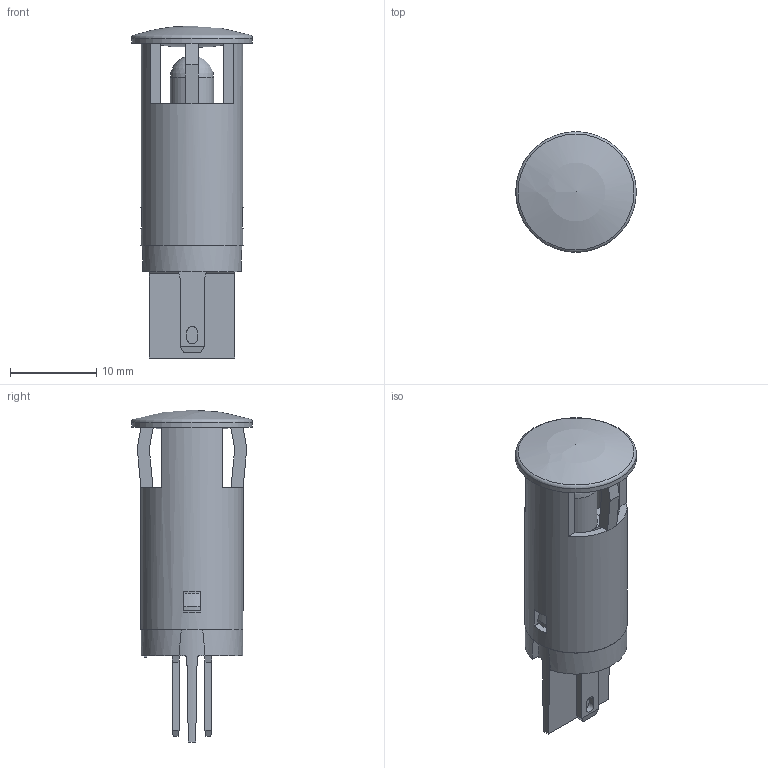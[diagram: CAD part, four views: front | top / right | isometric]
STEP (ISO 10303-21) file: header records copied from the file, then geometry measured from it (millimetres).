
FILE_DESCRIPTION( ( 'Unknown' ), '1' );
FILE_NAME( '12dia snap in indicator-blades.stp', 'Unknown', ( 'Unknown' ), ( 'Unknown' ), 'PSStep 15.0.49', 'Unknown', ' ' );
FILE_SCHEMA( ( 'AUTOMOTIVE_DESIGN { 1 0 10303 214 1 1 1 1 }' ) );
Length unit declared in the file: millimetre
Products named in the file (8): Assem1; 1n4007-1; 12-0016; 12-0016-oa0; 5mmLEDshort; resistor 0,5w-1; 14-0331iss1; 15-0305-0314iss1
Assembly tree (7 placements, depth 2):
  Assem1
    1n4007-1
    12-0016
    12-0016-oa0
    5mmLEDshort
    resistor 0,5w-1
    14-0331iss1
    15-0305-0314iss1
Bounding box: 14 x 14 x 38.5 mm (x, y, z)
Volume: 1901 mm3; surface area: 3484.9 mm2
Topology: 7 solids, 7 shells, 263 faces, 718 edges, 471 vertices
Faces by surface type: plane 198, cylinder 50, cone 9, sphere 3, torus 3
Full cylindrical faces by diameter (mm): 2.7 x2, 2.74 x1, 3 x1, 5 x1, 9.9 x1, 10.14 x1, 11.85 x1, 14 x1
Entity records: 10386 total; most frequent: CARTESIAN_POINT 1498, DIRECTION 1377, ORIENTED_EDGE 1370, EDGE_CURVE 685, LINE 495, VECTOR 495, VERTEX_POINT 459, AXIS2_PLACEMENT_3D 441
